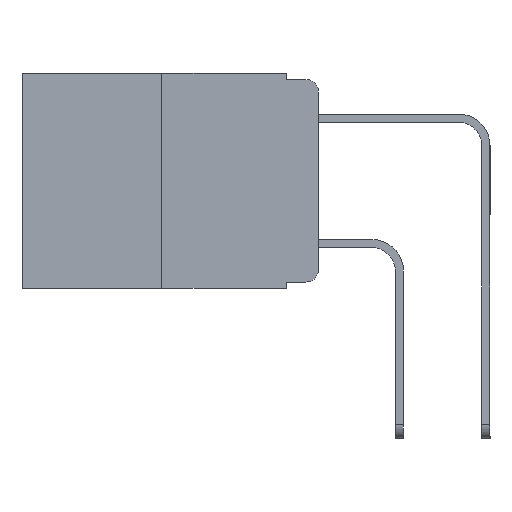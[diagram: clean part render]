
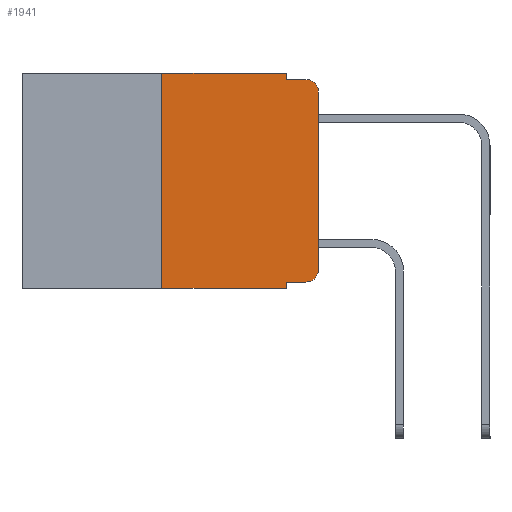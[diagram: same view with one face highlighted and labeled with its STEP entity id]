
A CAD part, left-side view. The second image highlights one B-rep face of the part: STEP entity #1941.
In plain terms, the highlighted planar face has unit normal (-1, 0, 0).
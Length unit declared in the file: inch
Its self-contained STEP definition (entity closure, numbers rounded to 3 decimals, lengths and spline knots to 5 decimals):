
#375 = EDGE_CURVE ( 'NONE', #16114, #20028, #8242, .T. ) ;
#428 = LINE ( 'NONE', #10249, #4445 ) ;
#726 = LINE ( 'NONE', #15662, #18689 ) ;
#1030 = CIRCLE ( 'NONE', #7414, 0.02 ) ;
#1153 = EDGE_CURVE ( 'NONE', #15371, #15838, #1030, .T. ) ;
#1601 = ORIENTED_EDGE ( 'NONE', *, *, #20159, .T. ) ;
#1615 = DIRECTION ( 'NONE',  ( 0., 0., -1. ) ) ;
#1756 = VECTOR ( 'NONE', #4310, 39.37008 ) ;
#1826 = CARTESIAN_POINT ( 'NONE',  ( 0., 0.25, 0. ) ) ;
#1941 = ADVANCED_FACE ( 'NONE', ( #9149 ), #13420, .F. ) ;
#2050 = VERTEX_POINT ( 'NONE', #5117 ) ;
#2308 = LINE ( 'NONE', #9284, #1756 ) ;
#2559 = CARTESIAN_POINT ( 'NONE',  ( 0., 0.473, 0. ) ) ;
#2757 = EDGE_CURVE ( 'NONE', #4141, #15838, #2308, .T. ) ;
#3653 = CARTESIAN_POINT ( 'NONE',  ( 0., 0.473, -0.343 ) ) ;
#3733 = CIRCLE ( 'NONE', #17043, 0.02 ) ;
#3770 = CARTESIAN_POINT ( 'NONE',  ( 0., 0.02, -0.333 ) ) ;
#3794 = DIRECTION ( 'NONE',  ( 0., 0., -1. ) ) ;
#4094 = CARTESIAN_POINT ( 'NONE',  ( 0., 0.02, -0.03 ) ) ;
#4141 = VERTEX_POINT ( 'NONE', #18750 ) ;
#4310 = DIRECTION ( 'NONE',  ( 0., -1., 0. ) ) ;
#4445 = VECTOR ( 'NONE', #11899, 39.37008 ) ;
#4660 = EDGE_CURVE ( 'NONE', #20716, #13413, #3733, .T. ) ;
#4793 = LINE ( 'NONE', #3653, #8692 ) ;
#4977 = CARTESIAN_POINT ( 'NONE',  ( 0., 0.473, 0. ) ) ;
#5117 = CARTESIAN_POINT ( 'NONE',  ( 0., 0.051, -0.333 ) ) ;
#5263 = CARTESIAN_POINT ( 'NONE',  ( 0., 0.25, -0.343 ) ) ;
#5357 = DIRECTION ( 'NONE',  ( 0., -1., 0. ) ) ;
#5633 = ORIENTED_EDGE ( 'NONE', *, *, #375, .F. ) ;
#5942 = DIRECTION ( 'NONE',  ( 0., 0., -1. ) ) ;
#6162 = AXIS2_PLACEMENT_3D ( 'NONE', #2559, #9308, #1615 ) ;
#6530 = CARTESIAN_POINT ( 'NONE',  ( 0., 0., -0.03 ) ) ;
#6651 = DIRECTION ( 'NONE',  ( 0., -1., 0. ) ) ;
#6851 = VERTEX_POINT ( 'NONE', #13667 ) ;
#7414 = AXIS2_PLACEMENT_3D ( 'NONE', #4094, #17622, #13137 ) ;
#8233 = ORIENTED_EDGE ( 'NONE', *, *, #4660, .T. ) ;
#8242 = LINE ( 'NONE', #16149, #12000 ) ;
#8692 = VECTOR ( 'NONE', #5357, 39.37008 ) ;
#8727 = ORIENTED_EDGE ( 'NONE', *, *, #2757, .F. ) ;
#9093 = VECTOR ( 'NONE', #16950, 39.37008 ) ;
#9149 = FACE_OUTER_BOUND ( 'NONE', #20729, .T. ) ;
#9284 = CARTESIAN_POINT ( 'NONE',  ( 0., 0.051, -0.01 ) ) ;
#9308 = DIRECTION ( 'NONE',  ( 1., 0., 0. ) ) ;
#9385 = EDGE_CURVE ( 'NONE', #20028, #6851, #18562, .T. ) ;
#10249 = CARTESIAN_POINT ( 'NONE',  ( 0., 0.051, 0. ) ) ;
#10342 = EDGE_CURVE ( 'NONE', #6851, #4141, #726, .T. ) ;
#10987 = LINE ( 'NONE', #17745, #18998 ) ;
#11041 = EDGE_CURVE ( 'NONE', #2050, #14096, #428, .T. ) ;
#11378 = CARTESIAN_POINT ( 'NONE',  ( 0., 0.051, -0.343 ) ) ;
#11467 = DIRECTION ( 'NONE',  ( -1., 0., 0. ) ) ;
#11518 = ORIENTED_EDGE ( 'NONE', *, *, #1153, .T. ) ;
#11768 = ORIENTED_EDGE ( 'NONE', *, *, #10342, .F. ) ;
#11899 = DIRECTION ( 'NONE',  ( 0., 0., -1. ) ) ;
#12000 = VECTOR ( 'NONE', #14662, 39.37008 ) ;
#12015 = ORIENTED_EDGE ( 'NONE', *, *, #11041, .F. ) ;
#13137 = DIRECTION ( 'NONE',  ( 0., 0., -1. ) ) ;
#13264 = ORIENTED_EDGE ( 'NONE', *, *, #9385, .F. ) ;
#13374 = LINE ( 'NONE', #20091, #9093 ) ;
#13413 = VERTEX_POINT ( 'NONE', #17908 ) ;
#13420 = PLANE ( 'NONE',  #6162 ) ;
#13667 = CARTESIAN_POINT ( 'NONE',  ( 0., 0.051, 0. ) ) ;
#14096 = VERTEX_POINT ( 'NONE', #11378 ) ;
#14662 = DIRECTION ( 'NONE',  ( 0., 0., 1. ) ) ;
#14768 = ORIENTED_EDGE ( 'NONE', *, *, #15367, .T. ) ;
#15367 = EDGE_CURVE ( 'NONE', #13413, #15371, #10987, .T. ) ;
#15371 = VERTEX_POINT ( 'NONE', #6530 ) ;
#15619 = CARTESIAN_POINT ( 'NONE',  ( 0., 0.02, -0.313 ) ) ;
#15662 = CARTESIAN_POINT ( 'NONE',  ( 0., 0.051, 0. ) ) ;
#15797 = ORIENTED_EDGE ( 'NONE', *, *, #17370, .T. ) ;
#15838 = VERTEX_POINT ( 'NONE', #20576 ) ;
#16114 = VERTEX_POINT ( 'NONE', #5263 ) ;
#16145 = DIRECTION ( 'NONE',  ( 0., 0., 1. ) ) ;
#16149 = CARTESIAN_POINT ( 'NONE',  ( 0., 0.25, 0. ) ) ;
#16950 = DIRECTION ( 'NONE',  ( 0., -1., 0. ) ) ;
#17043 = AXIS2_PLACEMENT_3D ( 'NONE', #15619, #11467, #3794 ) ;
#17370 = EDGE_CURVE ( 'NONE', #16114, #14096, #4793, .T. ) ;
#17622 = DIRECTION ( 'NONE',  ( -1., 0., 0. ) ) ;
#17745 = CARTESIAN_POINT ( 'NONE',  ( 0., 0., 0. ) ) ;
#17908 = CARTESIAN_POINT ( 'NONE',  ( 0., 0., -0.313 ) ) ;
#18562 = LINE ( 'NONE', #4977, #20790 ) ;
#18689 = VECTOR ( 'NONE', #5942, 39.37008 ) ;
#18750 = CARTESIAN_POINT ( 'NONE',  ( 0., 0.051, -0.01 ) ) ;
#18998 = VECTOR ( 'NONE', #16145, 39.37008 ) ;
#20028 = VERTEX_POINT ( 'NONE', #1826 ) ;
#20091 = CARTESIAN_POINT ( 'NONE',  ( 0., 0.051, -0.333 ) ) ;
#20159 = EDGE_CURVE ( 'NONE', #2050, #20716, #13374, .T. ) ;
#20576 = CARTESIAN_POINT ( 'NONE',  ( 0., 0.02, -0.01 ) ) ;
#20716 = VERTEX_POINT ( 'NONE', #3770 ) ;
#20729 = EDGE_LOOP ( 'NONE', ( #14768, #11518, #8727, #11768, #13264, #5633, #15797, #12015, #1601, #8233 ) ) ;
#20790 = VECTOR ( 'NONE', #6651, 39.37008 ) ;
